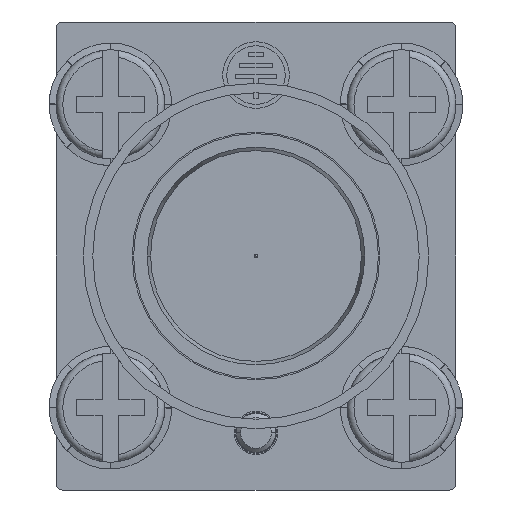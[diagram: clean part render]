
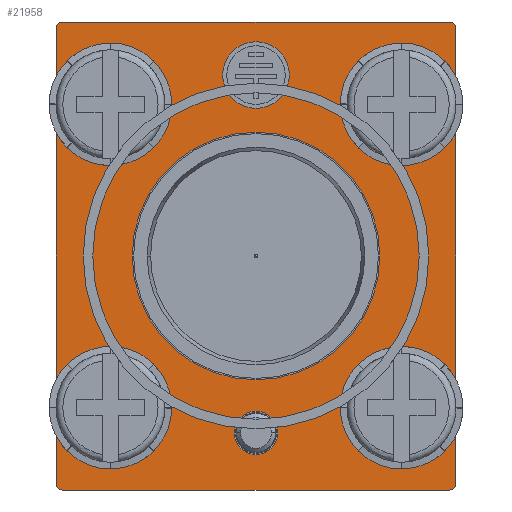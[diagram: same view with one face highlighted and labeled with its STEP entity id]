
A CAD part, front view. The second image highlights one B-rep face of the part: STEP entity #21958.
In plain terms, the highlighted planar face has unit normal (0, -1, 0).
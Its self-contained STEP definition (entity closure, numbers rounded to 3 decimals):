
#4650=CARTESIAN_POINT('',(0.,-37.4,0.));
#4651=DIRECTION('',(0.,-1.,0.));
#4652=DIRECTION('',(1.,0.,0.));
#4653=AXIS2_PLACEMENT_3D('',#4650,#4651,#4652);
#4655=CARTESIAN_POINT('',(0.,-37.4,0.));
#4656=DIRECTION('',(0.,-1.,0.));
#4657=DIRECTION('',(-1.,0.,0.));
#4658=AXIS2_PLACEMENT_3D('',#4655,#4656,#4657);
#4660=CARTESIAN_POINT('',(-10.7,-37.4,-11.15));
#4661=DIRECTION('',(0.,-1.,0.));
#4662=DIRECTION('',(1.,0.,0.));
#4663=AXIS2_PLACEMENT_3D('',#4660,#4661,#4662);
#4665=CARTESIAN_POINT('',(-10.7,-37.4,-11.15));
#4666=DIRECTION('',(0.,-1.,0.));
#4667=DIRECTION('',(-1.,0.,0.));
#4668=AXIS2_PLACEMENT_3D('',#4665,#4666,#4667);
#4670=CARTESIAN_POINT('',(10.7,-37.4,-11.15));
#4671=DIRECTION('',(0.,-1.,0.));
#4672=DIRECTION('',(1.,0.,0.));
#4673=AXIS2_PLACEMENT_3D('',#4670,#4671,#4672);
#4675=CARTESIAN_POINT('',(10.7,-37.4,-11.15));
#4676=DIRECTION('',(0.,-1.,0.));
#4677=DIRECTION('',(-1.,0.,0.));
#4678=AXIS2_PLACEMENT_3D('',#4675,#4676,#4677);
#4680=CARTESIAN_POINT('',(10.7,-37.4,11.15));
#4681=DIRECTION('',(0.,-1.,0.));
#4682=DIRECTION('',(1.,0.,0.));
#4683=AXIS2_PLACEMENT_3D('',#4680,#4681,#4682);
#4685=CARTESIAN_POINT('',(10.7,-37.4,11.15));
#4686=DIRECTION('',(0.,-1.,0.));
#4687=DIRECTION('',(-1.,0.,0.));
#4688=AXIS2_PLACEMENT_3D('',#4685,#4686,#4687);
#4690=CARTESIAN_POINT('',(-10.7,-37.4,11.15));
#4691=DIRECTION('',(0.,-1.,0.));
#4692=DIRECTION('',(1.,0.,0.));
#4693=AXIS2_PLACEMENT_3D('',#4690,#4691,#4692);
#4695=CARTESIAN_POINT('',(-10.7,-37.4,11.15));
#4696=DIRECTION('',(0.,-1.,0.));
#4697=DIRECTION('',(-1.,0.,0.));
#4698=AXIS2_PLACEMENT_3D('',#4695,#4696,#4697);
#4700=CARTESIAN_POINT('',(-14.2,-37.4,16.7));
#4701=DIRECTION('',(0.,-1.,0.));
#4702=DIRECTION('',(0.,0.,1.));
#4703=AXIS2_PLACEMENT_3D('',#4700,#4701,#4702);
#4705=DIRECTION('',(1.,0.,0.));
#4706=VECTOR('',#4705,28.4);
#4707=CARTESIAN_POINT('',(-14.2,-37.4,17.2));
#4708=LINE('',#4707,#4706);
#4709=CARTESIAN_POINT('',(14.2,-37.4,16.7));
#4710=DIRECTION('',(0.,-1.,0.));
#4711=DIRECTION('',(1.,0.,0.));
#4712=AXIS2_PLACEMENT_3D('',#4709,#4710,#4711);
#4714=DIRECTION('',(0.,0.,-1.));
#4715=VECTOR('',#4714,33.4);
#4716=CARTESIAN_POINT('',(14.7,-37.4,16.7));
#4717=LINE('',#4716,#4715);
#4718=CARTESIAN_POINT('',(14.2,-37.4,-16.7));
#4719=DIRECTION('',(0.,-1.,0.));
#4720=DIRECTION('',(0.,0.,-1.));
#4721=AXIS2_PLACEMENT_3D('',#4718,#4719,#4720);
#4723=DIRECTION('',(-1.,0.,0.));
#4724=VECTOR('',#4723,28.4);
#4725=CARTESIAN_POINT('',(14.2,-37.4,-17.2));
#4726=LINE('',#4725,#4724);
#4727=CARTESIAN_POINT('',(-14.2,-37.4,-16.7));
#4728=DIRECTION('',(0.,-1.,0.));
#4729=DIRECTION('',(-1.,0.,0.));
#4730=AXIS2_PLACEMENT_3D('',#4727,#4728,#4729);
#4732=DIRECTION('',(0.,0.,1.));
#4733=VECTOR('',#4732,33.4);
#4734=CARTESIAN_POINT('',(-14.7,-37.4,-16.7));
#4735=LINE('',#4734,#4733);
#4810=CARTESIAN_POINT('',(0.,-37.4,13.3));
#4811=DIRECTION('',(0.,-1.,0.));
#4812=DIRECTION('',(1.,0.,0.));
#4813=AXIS2_PLACEMENT_3D('',#4810,#4811,#4812);
#4815=CARTESIAN_POINT('',(0.,-37.4,13.3));
#4816=DIRECTION('',(0.,-1.,0.));
#4817=DIRECTION('',(-1.,0.,0.));
#4818=AXIS2_PLACEMENT_3D('',#4815,#4816,#4817);
#4820=CARTESIAN_POINT('',(0.,-37.4,-13.));
#4821=DIRECTION('',(0.,-1.,0.));
#4822=DIRECTION('',(0.,0.,-1.));
#4823=AXIS2_PLACEMENT_3D('',#4820,#4821,#4822);
#4825=CARTESIAN_POINT('',(0.,-37.4,-13.));
#4826=DIRECTION('',(0.,-1.,0.));
#4827=DIRECTION('',(0.,0.,1.));
#4828=AXIS2_PLACEMENT_3D('',#4825,#4826,#4827);
#15068=CARTESIAN_POINT('',(9.1,-37.4,0.));
#15069=CARTESIAN_POINT('',(-9.1,-37.4,0.));
#15070=VERTEX_POINT('',#15068);
#15071=VERTEX_POINT('',#15069);
#15072=CARTESIAN_POINT('',(-8.6,-37.4,-11.15));
#15073=CARTESIAN_POINT('',(-12.8,-37.4,-11.15));
#15074=VERTEX_POINT('',#15072);
#15075=VERTEX_POINT('',#15073);
#15080=CARTESIAN_POINT('',(12.8,-37.4,-11.15));
#15081=CARTESIAN_POINT('',(8.6,-37.4,-11.15));
#15082=VERTEX_POINT('',#15080);
#15083=VERTEX_POINT('',#15081);
#15084=CARTESIAN_POINT('',(12.8,-37.4,11.15));
#15085=CARTESIAN_POINT('',(8.6,-37.4,11.15));
#15086=VERTEX_POINT('',#15084);
#15087=VERTEX_POINT('',#15085);
#15088=CARTESIAN_POINT('',(-8.6,-37.4,11.15));
#15089=CARTESIAN_POINT('',(-12.8,-37.4,11.15));
#15090=VERTEX_POINT('',#15088);
#15091=VERTEX_POINT('',#15089);
#15180=CARTESIAN_POINT('',(2.45,-37.4,13.3));
#15181=CARTESIAN_POINT('',(-2.45,-37.4,13.3));
#15182=VERTEX_POINT('',#15180);
#15183=VERTEX_POINT('',#15181);
#15184=CARTESIAN_POINT('',(-14.2,-37.4,17.2));
#15185=CARTESIAN_POINT('',(-14.7,-37.4,16.7));
#15186=VERTEX_POINT('',#15184);
#15187=VERTEX_POINT('',#15185);
#15192=CARTESIAN_POINT('',(14.7,-37.4,16.7));
#15193=CARTESIAN_POINT('',(14.2,-37.4,17.2));
#15194=VERTEX_POINT('',#15192);
#15195=VERTEX_POINT('',#15193);
#15200=CARTESIAN_POINT('',(14.2,-37.4,-17.2));
#15201=CARTESIAN_POINT('',(14.7,-37.4,-16.7));
#15202=VERTEX_POINT('',#15200);
#15203=VERTEX_POINT('',#15201);
#15208=CARTESIAN_POINT('',(-14.7,-37.4,-16.7));
#15209=CARTESIAN_POINT('',(-14.2,-37.4,-17.2));
#15210=VERTEX_POINT('',#15208);
#15211=VERTEX_POINT('',#15209);
#15216=CARTESIAN_POINT('',(0.,-37.4,-14.6));
#15217=CARTESIAN_POINT('',(0.,-37.4,-11.4));
#15218=VERTEX_POINT('',#15216);
#15219=VERTEX_POINT('',#15217);
#21895=CARTESIAN_POINT('',(0.,-37.4,0.));
#21896=DIRECTION('',(0.,1.,0.));
#21897=DIRECTION('',(1.,0.,0.));
#21898=AXIS2_PLACEMENT_3D('',#21895,#21896,#21897);
#21899=PLANE('',#21898);
#21901=ORIENTED_EDGE('',*,*,#21900,.F.);
#21903=ORIENTED_EDGE('',*,*,#21902,.T.);
#21905=ORIENTED_EDGE('',*,*,#21904,.F.);
#21907=ORIENTED_EDGE('',*,*,#21906,.T.);
#21909=ORIENTED_EDGE('',*,*,#21908,.F.);
#21911=ORIENTED_EDGE('',*,*,#21910,.T.);
#21913=ORIENTED_EDGE('',*,*,#21912,.F.);
#21915=ORIENTED_EDGE('',*,*,#21914,.T.);
#21916=EDGE_LOOP('',(#21901,#21903,#21905,#21907,#21909,#21911,#21913,#21915));
#21917=FACE_OUTER_BOUND('',#21916,.F.);
#21918=ORIENTED_EDGE('',*,*,#21875,.T.);
#21919=ORIENTED_EDGE('',*,*,#21889,.T.);
#21920=EDGE_LOOP('',(#21918,#21919));
#21921=FACE_BOUND('',#21920,.F.);
#21923=ORIENTED_EDGE('',*,*,#21922,.T.);
#21925=ORIENTED_EDGE('',*,*,#21924,.T.);
#21926=EDGE_LOOP('',(#21923,#21925));
#21927=FACE_BOUND('',#21926,.F.);
#21929=ORIENTED_EDGE('',*,*,#21928,.T.);
#21931=ORIENTED_EDGE('',*,*,#21930,.T.);
#21932=EDGE_LOOP('',(#21929,#21931));
#21933=FACE_BOUND('',#21932,.F.);
#21935=ORIENTED_EDGE('',*,*,#21934,.T.);
#21937=ORIENTED_EDGE('',*,*,#21936,.T.);
#21938=EDGE_LOOP('',(#21935,#21937));
#21939=FACE_BOUND('',#21938,.F.);
#21941=ORIENTED_EDGE('',*,*,#21940,.T.);
#21943=ORIENTED_EDGE('',*,*,#21942,.T.);
#21944=EDGE_LOOP('',(#21941,#21943));
#21945=FACE_BOUND('',#21944,.F.);
#21947=ORIENTED_EDGE('',*,*,#21946,.T.);
#21949=ORIENTED_EDGE('',*,*,#21948,.T.);
#21950=EDGE_LOOP('',(#21947,#21949));
#21951=FACE_BOUND('',#21950,.F.);
#21953=ORIENTED_EDGE('',*,*,#21952,.T.);
#21955=ORIENTED_EDGE('',*,*,#21954,.T.);
#21956=EDGE_LOOP('',(#21953,#21955));
#21957=FACE_BOUND('',#21956,.F.);
#21958=ADVANCED_FACE('',(#21917,#21921,#21927,#21933,#21939,#21945,#21951,
#21957),#21899,.F.);
#4654=CIRCLE('',#4653,9.1);
#4659=CIRCLE('',#4658,9.1);
#4664=CIRCLE('',#4663,2.1);
#4669=CIRCLE('',#4668,2.1);
#4674=CIRCLE('',#4673,2.1);
#4679=CIRCLE('',#4678,2.1);
#4684=CIRCLE('',#4683,2.1);
#4689=CIRCLE('',#4688,2.1);
#4694=CIRCLE('',#4693,2.1);
#4699=CIRCLE('',#4698,2.1);
#4704=CIRCLE('',#4703,0.5);
#4713=CIRCLE('',#4712,0.5);
#4722=CIRCLE('',#4721,0.5);
#4731=CIRCLE('',#4730,0.5);
#4814=CIRCLE('',#4813,2.45);
#4819=CIRCLE('',#4818,2.45);
#4824=CIRCLE('',#4823,1.6);
#4829=CIRCLE('',#4828,1.6);
#21875=EDGE_CURVE('',#15070,#15071,#4654,.T.);
#21889=EDGE_CURVE('',#15071,#15070,#4659,.T.);
#21900=EDGE_CURVE('',#15186,#15187,#4704,.T.);
#21902=EDGE_CURVE('',#15186,#15195,#4708,.T.);
#21904=EDGE_CURVE('',#15194,#15195,#4713,.T.);
#21906=EDGE_CURVE('',#15194,#15203,#4717,.T.);
#21908=EDGE_CURVE('',#15202,#15203,#4722,.T.);
#21910=EDGE_CURVE('',#15202,#15211,#4726,.T.);
#21912=EDGE_CURVE('',#15210,#15211,#4731,.T.);
#21914=EDGE_CURVE('',#15210,#15187,#4735,.T.);
#21922=EDGE_CURVE('',#15074,#15075,#4664,.T.);
#21924=EDGE_CURVE('',#15075,#15074,#4669,.T.);
#21928=EDGE_CURVE('',#15082,#15083,#4674,.T.);
#21930=EDGE_CURVE('',#15083,#15082,#4679,.T.);
#21934=EDGE_CURVE('',#15086,#15087,#4684,.T.);
#21936=EDGE_CURVE('',#15087,#15086,#4689,.T.);
#21940=EDGE_CURVE('',#15090,#15091,#4694,.T.);
#21942=EDGE_CURVE('',#15091,#15090,#4699,.T.);
#21946=EDGE_CURVE('',#15182,#15183,#4814,.T.);
#21948=EDGE_CURVE('',#15183,#15182,#4819,.T.);
#21952=EDGE_CURVE('',#15218,#15219,#4824,.T.);
#21954=EDGE_CURVE('',#15219,#15218,#4829,.T.);
